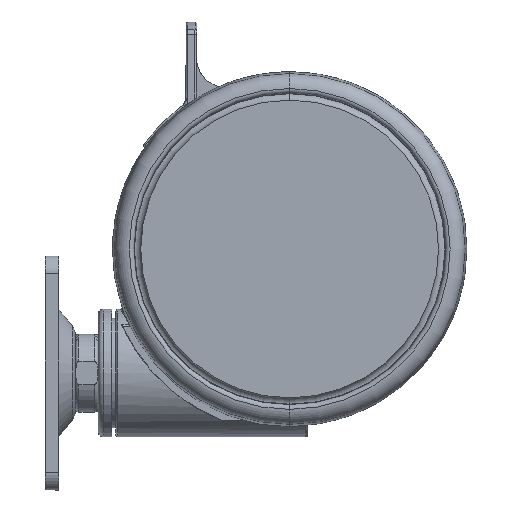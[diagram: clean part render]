
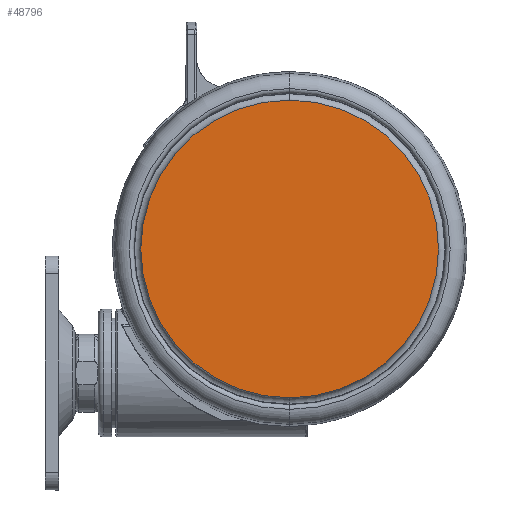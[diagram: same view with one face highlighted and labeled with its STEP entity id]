
A CAD part, left-side view. The second image highlights one B-rep face of the part: STEP entity #48796.
In plain terms, the highlighted face is planar.
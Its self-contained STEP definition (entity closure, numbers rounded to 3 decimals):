
#2886 = CARTESIAN_POINT ( 'NONE',  ( -0.851, -41.991, -65.2 ) ) ;
#9018 = CARTESIAN_POINT ( 'NONE',  ( 0.851, 41.991, -65.2 ) ) ;
#9118 = VERTEX_POINT ( 'NONE', #9018 ) ;
#16430 = DIRECTION ( 'NONE',  ( 0., 0., 1. ) ) ;
#16564 = CIRCLE ( 'NONE', #47593, 42. ) ;
#24605 = EDGE_CURVE ( 'NONE', #9118, #63219, #16564, .T. ) ;
#27081 = CARTESIAN_POINT ( 'NONE',  ( 0., 0., -65.2 ) ) ;
#32153 = CIRCLE ( 'NONE', #59118, 42. ) ;
#33492 = DIRECTION ( 'NONE',  ( -0.02, -1., 0. ) ) ;
#37107 = DIRECTION ( 'NONE',  ( 0., 0., -1. ) ) ;
#38651 = ORIENTED_EDGE ( 'NONE', *, *, #50098, .T. ) ;
#39095 = EDGE_LOOP ( 'NONE', ( #38651, #76431 ) ) ;
#41327 = FACE_OUTER_BOUND ( 'NONE', #39095, .T. ) ;
#41812 = CARTESIAN_POINT ( 'NONE',  ( 0., 0., -65.2 ) ) ;
#47593 = AXIS2_PLACEMENT_3D ( 'NONE', #27081, #71920, #33492 ) ;
#47598 = AXIS2_PLACEMENT_3D ( 'NONE', #41812, #16430, #61203 ) ;
#48796 = ADVANCED_FACE ( 'NONE', ( #41327 ), #54761, .F. ) ;
#50098 = EDGE_CURVE ( 'NONE', #63219, #9118, #32153, .T. ) ;
#54761 = PLANE ( 'NONE',  #47598 ) ;
#59118 = AXIS2_PLACEMENT_3D ( 'NONE', #75554, #37107, #81991 ) ;
#61203 = DIRECTION ( 'NONE',  ( 0.02, 1., 0. ) ) ;
#63219 = VERTEX_POINT ( 'NONE', #2886 ) ;
#71920 = DIRECTION ( 'NONE',  ( 0., 0., -1. ) ) ;
#75554 = CARTESIAN_POINT ( 'NONE',  ( 0., 0., -65.2 ) ) ;
#76431 = ORIENTED_EDGE ( 'NONE', *, *, #24605, .T. ) ;
#81991 = DIRECTION ( 'NONE',  ( -0.02, -1., 0. ) ) ;
